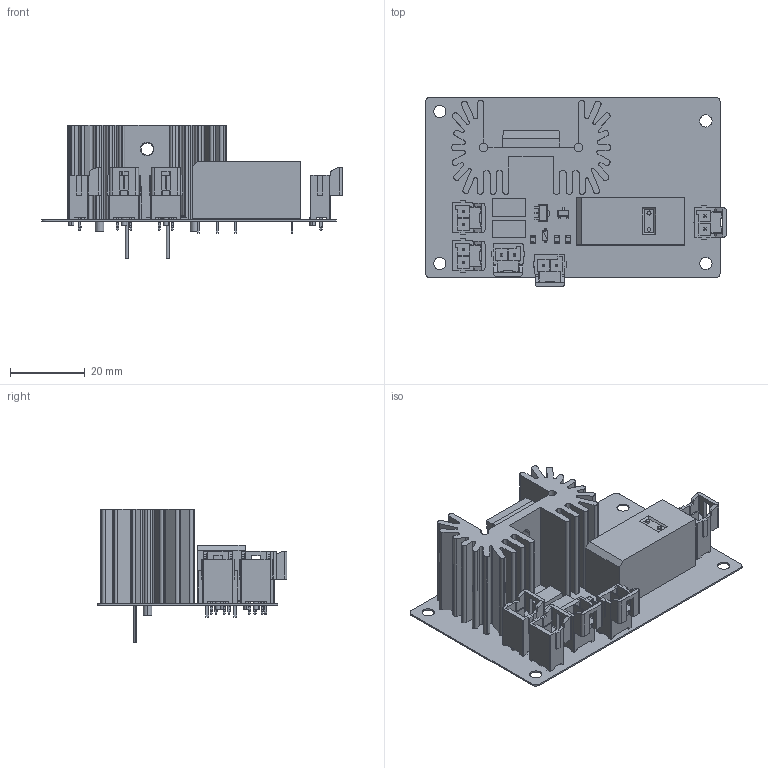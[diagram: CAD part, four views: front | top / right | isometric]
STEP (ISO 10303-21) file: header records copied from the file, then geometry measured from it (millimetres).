
FILE_DESCRIPTION(('Open CASCADE Model'),'2;1');
FILE_NAME('Open CASCADE Shape Model','2017-03-31T12:37:50',('Author'),( 'Open CASCADE'),'Open CASCADE STEP processor 6.8','Open CASCADE 6.8' ,'Unknown');
FILE_SCHEMA(('AUTOMOTIVE_DESIGN { 1 0 10303 214 1 1 1 1 }'));
Length unit declared in the file: millimetre
Products named in the file (32): PCB; Board; AIL; 1722861102_RGB1052688; Open CASCADE STEP translator 6.8 1.2.1.1; Open CASCADE STEP translator 6.8 1.2.1.2; BAT+; D1; SOD123; F1; 798054248; Extruded; F2; GLV; K1; G2RL_1_E_RGB2105376; Q1; User_Library-CircuitWorks-SOT-89; Q2; SOT23-3; R1; TO-247_with_heatsink; User_Library-RA-T2X-25E_heat_sink_____________; User_Library-TO-247-2_PIN; R2; RESC-0805; Open CASCADE STEP translator 6.8 1.12.1.1; Open CASCADE STEP translator 6.8 1.12.1.2; R3; R4; TS; IMD
Assembly tree (38 placements, depth 4):
  PCB
    Board
    AIL
      1722861102_RGB1052688
        Open CASCADE STEP translator 6.8 1.2.1.1
        Open CASCADE STEP translator 6.8 1.2.1.2
    BAT+
      1722861102_RGB1052688
        Open CASCADE STEP translator 6.8 1.2.1.1
        Open CASCADE STEP translator 6.8 1.2.1.2
    D1
      SOD123
    F1
      798054248
        Extruded
    F2
      798054248
        Extruded
    GLV
      1722861102_RGB1052688
        Open CASCADE STEP translator 6.8 1.2.1.1
        Open CASCADE STEP translator 6.8 1.2.1.2
    K1
      G2RL_1_E_RGB2105376
    Q1
      User_Library-CircuitWorks-SOT-89
    Q2
      SOT23-3
    R1
      TO-247_with_heatsink
        User_Library-RA-T2X-25E_heat_sink_____________
        User_Library-TO-247-2_PIN
    R2
      RESC-0805
        Open CASCADE STEP translator 6.8 1.12.1.1
        Open CASCADE STEP translator 6.8 1.12.1.2
    R3
      RESC-0805
        Open CASCADE STEP translator 6.8 1.12.1.1
        Open CASCADE STEP translator 6.8 1.12.1.2
    R4
      RESC-0805
        Open CASCADE STEP translator 6.8 1.12.1.1
        Open CASCADE STEP translator 6.8 1.12.1.2
    TS
      1722861102_RGB1052688
        Open CASCADE STEP translator 6.8 1.2.1.1
        Open CASCADE STEP translator 6.8 1.2.1.2
    IMD
      1722861102_RGB1052688
        Open CASCADE STEP translator 6.8 1.2.1.1
        Open CASCADE STEP translator 6.8 1.2.1.2
Bounding box: 80.41 x 50.69 x 35.64 mm (x, y, z)
Volume: 21900.8 mm3; surface area: 24682.5 mm2
Topology: 27 solids, 239 shells, 1599 faces, 4397 edges, 3138 vertices
Faces by surface type: plane 1114, cylinder 427, bspline 39, sphere 14, cone 5
Full cylindrical faces by diameter (mm): 1 x6, 1.02 x10, 1.3 x8, 3.264 x4
Entity records: 34486 total; most frequent: CARTESIAN_POINT 6469, DIRECTION 4277, ORIENTED_EDGE 3966, EDGE_CURVE 2301, LINE 1769, VECTOR 1769, VERTEX_POINT 1718, AXIS2_PLACEMENT_3D 1254
